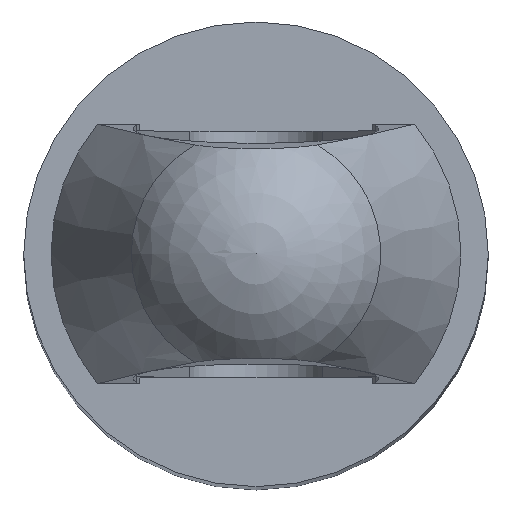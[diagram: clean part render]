
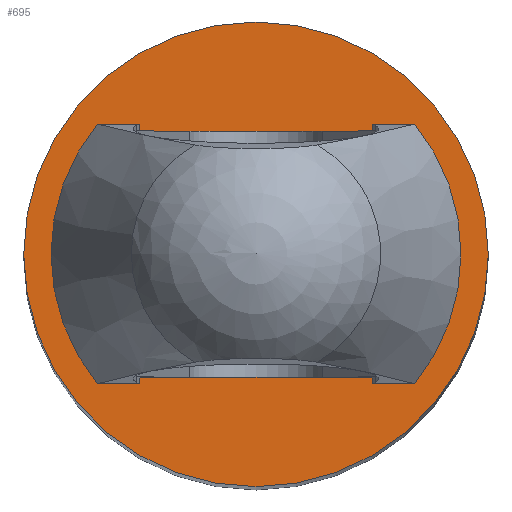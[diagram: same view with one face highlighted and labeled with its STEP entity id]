
A CAD part, top view. The second image highlights one B-rep face of the part: STEP entity #695.
In plain terms, the highlighted planar face has unit normal (0, 0, 1).
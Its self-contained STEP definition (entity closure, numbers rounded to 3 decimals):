
#87=LINE('',#1206,#147);
#88=LINE('',#1207,#148);
#89=LINE('',#1208,#149);
#90=LINE('',#1209,#150);
#147=VECTOR('',#964,1000.);
#148=VECTOR('',#965,1000.);
#149=VECTOR('',#966,1000.);
#150=VECTOR('',#967,1000.);
#164=PLANE('',#779);
#192=CIRCLE('',#750,1.25);
#193=CIRCLE('',#752,1.25);
#206=CIRCLE('',#778,1.7);
#328=ORIENTED_EDGE('',*,*,#453,.T.);
#329=ORIENTED_EDGE('',*,*,#505,.F.);
#330=ORIENTED_EDGE('',*,*,#506,.F.);
#331=ORIENTED_EDGE('',*,*,#455,.T.);
#332=ORIENTED_EDGE('',*,*,#507,.T.);
#333=ORIENTED_EDGE('',*,*,#508,.T.);
#334=ORIENTED_EDGE('',*,*,#504,.F.);
#453=EDGE_CURVE('',#546,#545,#192,.T.);
#455=EDGE_CURVE('',#547,#548,#193,.T.);
#504=EDGE_CURVE('',#578,#578,#206,.T.);
#505=EDGE_CURVE('',#574,#545,#87,.T.);
#506=EDGE_CURVE('',#547,#574,#88,.T.);
#507=EDGE_CURVE('',#548,#575,#89,.T.);
#508=EDGE_CURVE('',#575,#546,#90,.T.);
#545=VERTEX_POINT('',#1095);
#546=VERTEX_POINT('',#1097);
#547=VERTEX_POINT('',#1101);
#548=VERTEX_POINT('',#1102);
#574=VERTEX_POINT('',#1183);
#575=VERTEX_POINT('',#1186);
#578=VERTEX_POINT('',#1204);
#613=EDGE_LOOP('',(#328,#329,#330,#331,#332,#333));
#614=EDGE_LOOP('',(#334));
#653=FACE_BOUND('',#613,.T.);
#654=FACE_BOUND('',#614,.T.);
#695=ADVANCED_FACE('',(#653,#654),#164,.T.);
#750=AXIS2_PLACEMENT_3D('',#1096,#873,#874);
#752=AXIS2_PLACEMENT_3D('',#1100,#878,#879);
#778=AXIS2_PLACEMENT_3D('',#1203,#960,#961);
#779=AXIS2_PLACEMENT_3D('',#1205,#962,#963);
#873=DIRECTION('',(0.,0.,-1.));
#874=DIRECTION('',(-1.,0.,0.));
#878=DIRECTION('',(0.,0.,-1.));
#879=DIRECTION('',(-1.,0.,0.));
#960=DIRECTION('',(0.,0.,-1.));
#961=DIRECTION('',(-1.,0.,0.));
#962=DIRECTION('',(0.,0.,1.));
#963=DIRECTION('',(1.,0.,0.));
#964=DIRECTION('',(-1.,0.,0.));
#965=DIRECTION('',(-1.,0.,0.));
#966=DIRECTION('',(-1.,0.,0.));
#967=DIRECTION('',(-1.,0.,0.));
#1095=CARTESIAN_POINT('',(-0.867,0.9,7.));
#1096=CARTESIAN_POINT('',(0.,0.,7.));
#1097=CARTESIAN_POINT('',(-0.867,-0.9,7.));
#1100=CARTESIAN_POINT('',(0.,0.,7.));
#1101=CARTESIAN_POINT('',(0.867,0.9,7.));
#1102=CARTESIAN_POINT('',(0.867,-0.9,7.));
#1183=CARTESIAN_POINT('',(0.,0.9,7.));
#1186=CARTESIAN_POINT('',(0.,-0.9,7.));
#1203=CARTESIAN_POINT('',(0.,0.,7.));
#1204=CARTESIAN_POINT('',(-1.7,0.,7.));
#1205=CARTESIAN_POINT('',(-1.25,0.,7.));
#1206=CARTESIAN_POINT('',(1.7,0.9,7.));
#1207=CARTESIAN_POINT('',(1.7,0.9,7.));
#1208=CARTESIAN_POINT('',(1.7,-0.9,7.));
#1209=CARTESIAN_POINT('',(1.7,-0.9,7.));
